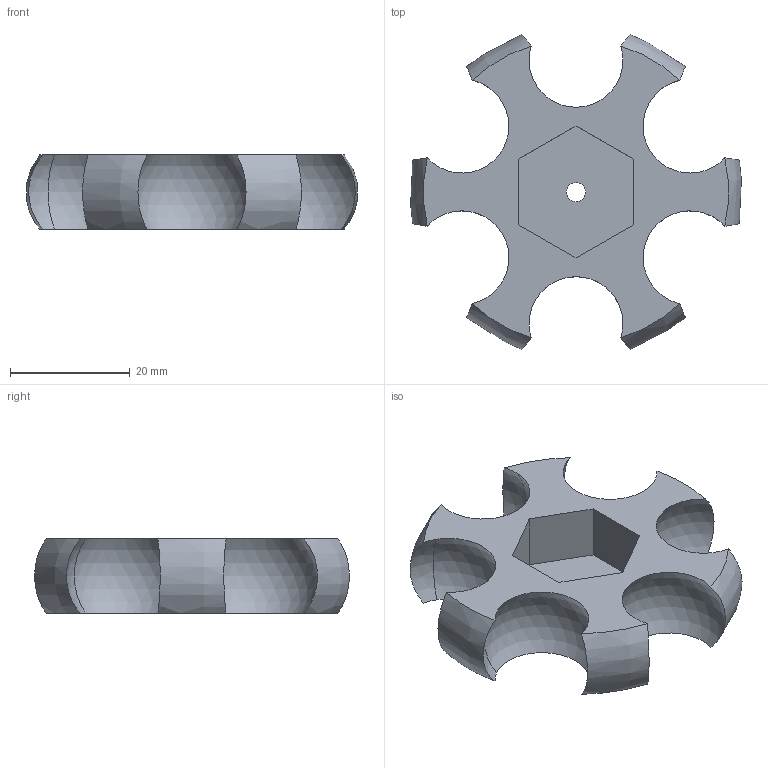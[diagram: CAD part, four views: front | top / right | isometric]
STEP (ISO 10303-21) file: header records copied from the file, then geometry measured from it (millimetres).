
FILE_DESCRIPTION(('FreeCAD Model'),'2;1');
FILE_NAME('hub-6.step', '2016-11-08T12:52:30',(''),(''),'Open CASCADE STEP processor 6.8', 'FreeCAD','Unknown');
FILE_SCHEMA(('AUTOMOTIVE_DESIGN_CC2 { 1 2 10303 214 -1 1 5 4 }'));
Length unit declared in the file: millimetre
Products named in the file (2): ASSEMBLY; Hub-6
Assembly tree (1 placements, depth 2):
  ASSEMBLY
    Hub-6
Bounding box: 55.24 x 52.59 x 12.4 mm (x, y, z)
Volume: 9197.4 mm3; surface area: 6814.2 mm2
Topology: 1 solids, 1 shells, 28 faces, 75 edges, 50 vertices
Faces by surface type: sphere 12, plane 9, revolution 6, cylinder 1
Full cylindrical faces by diameter (mm): 3.2 x1
Entity records: 6709 total; most frequent: CARTESIAN_POINT 5231, DIRECTION 267, ORIENTED_EDGE 150, PCURVE 150, DEFINITIONAL_REPRESENTATION 150, LINE 95, VECTOR 95, EDGE_CURVE 75
